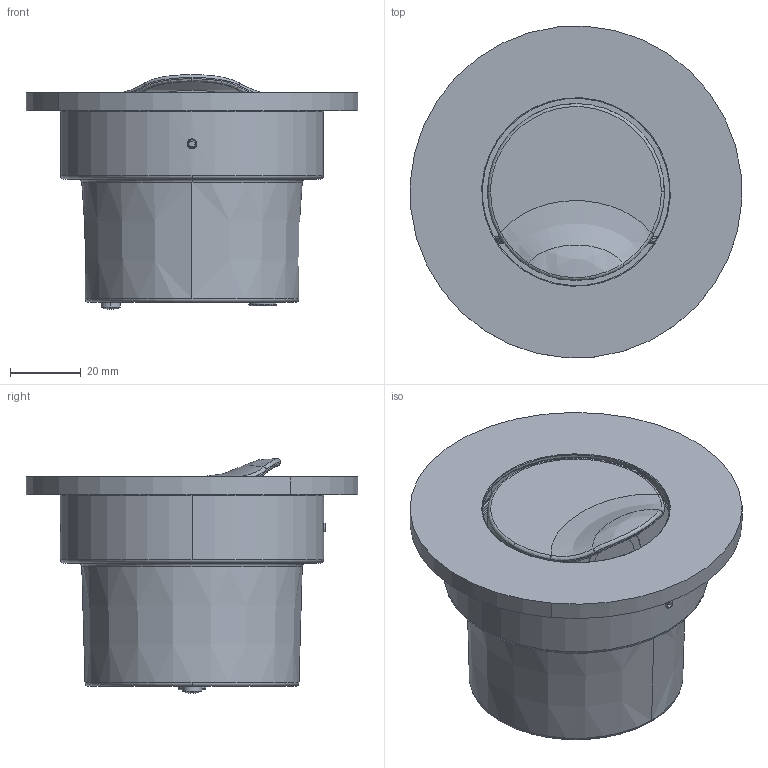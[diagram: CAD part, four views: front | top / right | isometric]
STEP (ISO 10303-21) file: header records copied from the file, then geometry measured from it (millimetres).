
FILE_DESCRIPTION (( 'STEP AP203' ), '1' );
FILE_NAME ('LED 11._exported.step', '2025-02-09T08:19:39', ( '' ), ( '' ), 'SwSTEP 2.0', 'SolidWorks 2023', '' );
FILE_SCHEMA (( 'CONFIG_CONTROL_DESIGN' ));
Length unit declared in the file: millimetre
Products named in the file (1): LED 11._exported
Bounding box: 93.82 x 93.82 x 66.45 mm (x, y, z)
Surface area: 47010.4 mm2 (no closed solid volume)
Topology: 0 solids, 14 shells, 156 faces, 492 edges, 339 vertices
Faces by surface type: cylinder 47, plane 46, torus 31, bspline 16, cone 14, sphere 2
Entity records: 12075 total; most frequent: CARTESIAN_POINT 7716, DIRECTION 948, ORIENTED_EDGE 786, EDGE_CURVE 492, AXIS2_PLACEMENT_3D 398, VERTEX_POINT 339, CIRCLE 257, EDGE_LOOP 181
